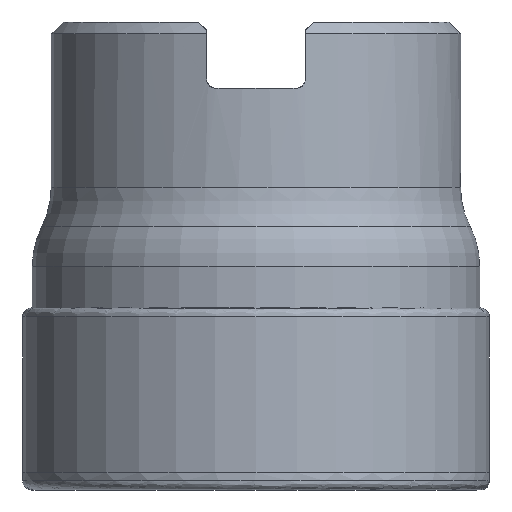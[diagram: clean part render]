
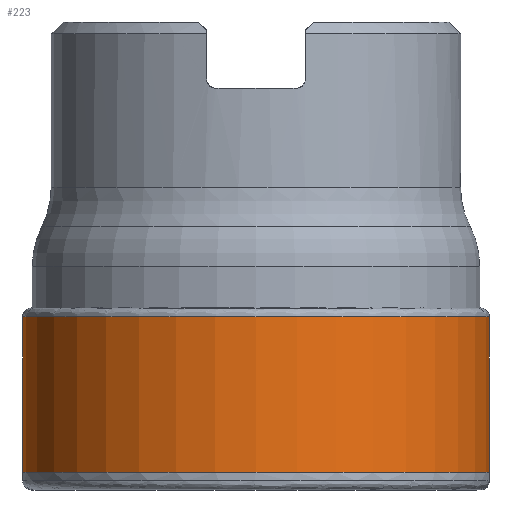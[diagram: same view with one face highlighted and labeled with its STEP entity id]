
A CAD part, front view. The second image highlights one B-rep face of the part: STEP entity #223.
In plain terms, the highlighted face is a revolution surface.
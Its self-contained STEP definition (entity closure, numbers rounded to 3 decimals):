
#223=ADVANCED_FACE('',(#365,#366),#297,.F.);
#297=SURFACE_OF_REVOLUTION('',#323,#310);
#310=AXIS1_PLACEMENT('',#1573,#1255);
#323=B_SPLINE_CURVE_WITH_KNOTS('',5,(#1561,#1562,#1563,#1564,#1565,#1566,
#1567,#1568,#1569,#1570,#1571,#1572),.UNSPECIFIED.,.F.,.F.,(6,1,1,1,1,1,
1,6),(0.,0.138,0.207,0.275,0.413,
0.62,0.827,1.),.UNSPECIFIED.);
#365=FACE_BOUND('',#445,.T.);
#366=FACE_BOUND('',#446,.T.);
#445=EDGE_LOOP('',(#559));
#446=EDGE_LOOP('',(#560));
#559=ORIENTED_EDGE('',*,*,#924,.T.);
#560=ORIENTED_EDGE('',*,*,#925,.T.);
#825=VERTEX_POINT('',#1558);
#826=VERTEX_POINT('',#1560);
#924=EDGE_CURVE('',#825,#825,#1057,.T.);
#925=EDGE_CURVE('',#826,#826,#1058,.T.);
#1057=CIRCLE('',#1119,19.95);
#1058=CIRCLE('',#1120,19.944);
#1119=AXIS2_PLACEMENT_3D('',#1557,#1251,#1252);
#1120=AXIS2_PLACEMENT_3D('',#1559,#1253,#1254);
#1251=DIRECTION('',(0.,0.,-1.));
#1252=DIRECTION('',(-1.,0.,0.));
#1253=DIRECTION('',(0.,0.,1.));
#1254=DIRECTION('',(-1.,0.,0.));
#1255=DIRECTION('',(0.,0.,-1.));
#1557=CARTESIAN_POINT('',(0.,0.,-25.199));
#1558=CARTESIAN_POINT('',(-19.95,0.,-25.199));
#1559=CARTESIAN_POINT('',(0.,0.,-38.485));
#1560=CARTESIAN_POINT('',(-19.944,0.,-38.485));
#1561=CARTESIAN_POINT('',(19.944,0.,-38.485));
#1562=CARTESIAN_POINT('',(19.943,0.,-38.117));
#1563=CARTESIAN_POINT('',(19.94,0.,-37.568));
#1564=CARTESIAN_POINT('',(19.934,0.,-36.838));
#1565=CARTESIAN_POINT('',(19.925,0.,-35.739));
#1566=CARTESIAN_POINT('',(19.916,0.,-34.092));
#1567=CARTESIAN_POINT('',(19.914,0.,-32.263));
#1568=CARTESIAN_POINT('',(19.918,0.,-30.155));
#1569=CARTESIAN_POINT('',(19.929,0.,-28.228));
#1570=CARTESIAN_POINT('',(19.939,0.,-26.669));
#1571=CARTESIAN_POINT('',(19.946,0.,-25.659));
#1572=CARTESIAN_POINT('',(19.95,0.,-25.199));
#1573=CARTESIAN_POINT('',(0.,0.,0.));
